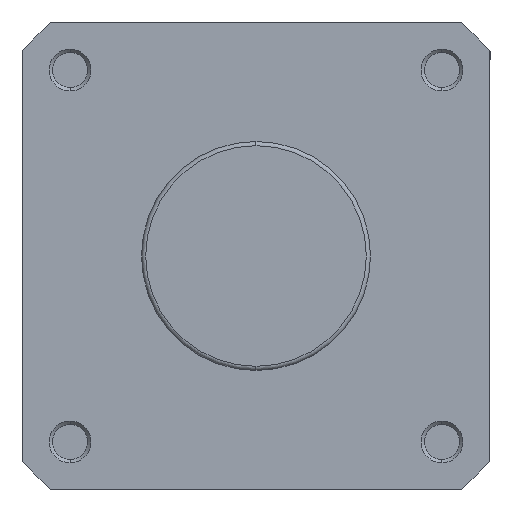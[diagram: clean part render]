
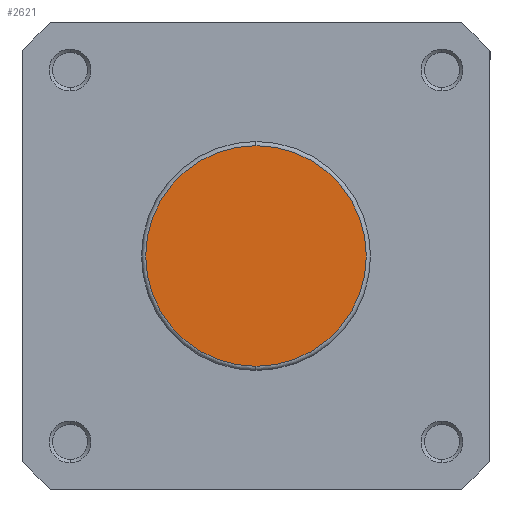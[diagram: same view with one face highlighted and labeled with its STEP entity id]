
A CAD part, left-side view. The second image highlights one B-rep face of the part: STEP entity #2621.
In plain terms, the highlighted planar face has unit normal (-1, 0, 0).
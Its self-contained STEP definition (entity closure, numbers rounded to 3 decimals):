
#276 = VERTEX_POINT ( 'NONE', #2605 ) ;
#451 = VERTEX_POINT ( 'NONE', #5257 ) ;
#942 = EDGE_CURVE ( 'NONE', #451, #276, #3259, .T. ) ;
#999 = EDGE_CURVE ( 'NONE', #276, #451, #3345, .T. ) ;
#1188 = AXIS2_PLACEMENT_3D ( 'NONE', #6018, #6019, #6020 ) ;
#1214 = AXIS2_PLACEMENT_3D ( 'NONE', #6160, #6162, #6163 ) ;
#1312 = AXIS2_PLACEMENT_3D ( 'NONE', #4135, #4144, #4145 ) ;
#1759 = EDGE_LOOP ( 'NONE', ( #2358, #2359 ) ) ;
#2358 = ORIENTED_EDGE ( 'NONE', *, *, #942, .T. ) ;
#2359 = ORIENTED_EDGE ( 'NONE', *, *, #999, .T. ) ;
#2605 = CARTESIAN_POINT ( 'NONE',  ( 0., 0., 26.4 ) ) ;
#2621 = ADVANCED_FACE ( 'NONE', ( #3541 ), #4134, .F. ) ;
#3259 = CIRCLE ( 'NONE', #1188, 26.4 ) ;
#3345 = CIRCLE ( 'NONE', #1214, 26.4 ) ;
#3541 = FACE_OUTER_BOUND ( 'NONE', #1759, .T. ) ;
#4134 = PLANE ( 'NONE',  #1312 ) ;
#4135 = CARTESIAN_POINT ( 'NONE',  ( 0., 27.4, 0. ) ) ;
#4144 = DIRECTION ( 'NONE',  ( 1., 0., 0. ) ) ;
#4145 = DIRECTION ( 'NONE',  ( 0., 0., -1. ) ) ;
#5257 = CARTESIAN_POINT ( 'NONE',  ( 0., 0., -26.4 ) ) ;
#6018 = CARTESIAN_POINT ( 'NONE',  ( 0., 0., 0. ) ) ;
#6019 = DIRECTION ( 'NONE',  ( -1., 0., 0. ) ) ;
#6020 = DIRECTION ( 'NONE',  ( 0., 0., -1. ) ) ;
#6160 = CARTESIAN_POINT ( 'NONE',  ( 0., 0., 0. ) ) ;
#6162 = DIRECTION ( 'NONE',  ( -1., 0., 0. ) ) ;
#6163 = DIRECTION ( 'NONE',  ( 0., 0., -1. ) ) ;
